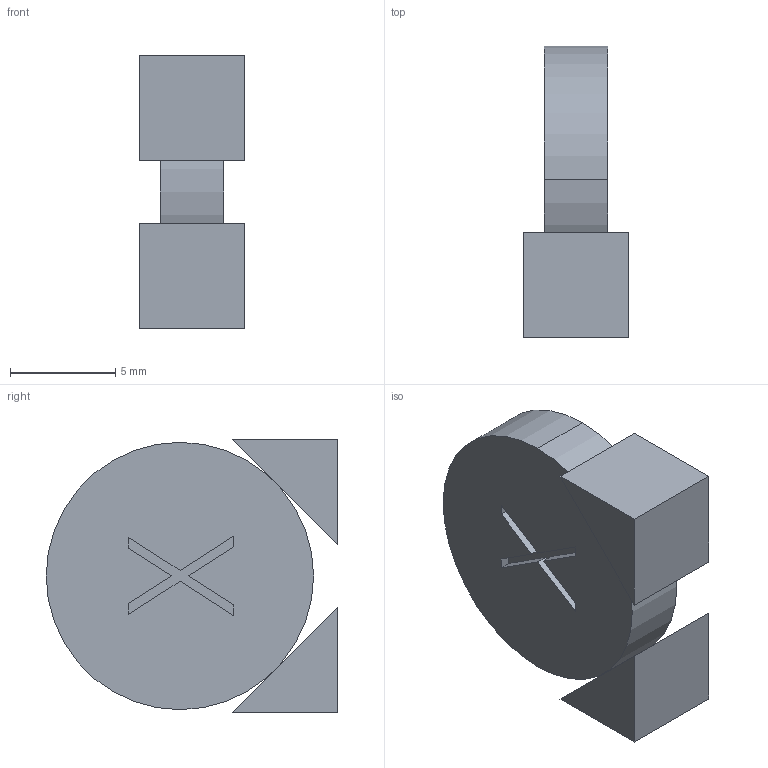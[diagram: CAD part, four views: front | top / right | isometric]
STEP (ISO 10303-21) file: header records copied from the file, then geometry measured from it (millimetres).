
FILE_DESCRIPTION (( 'STEP AP214' ), '1' );
FILE_NAME ('Mirror3mmPrismAssembly.STEP', '2024-09-10T13:16:33', ( '' ), ( '' ), 'SwSTEP 2.0', 'SolidWorks 2016', '' );
FILE_SCHEMA (( 'AUTOMOTIVE_DESIGN' ));
Length unit declared in the file: millimetre
Products named in the file (3): 5mmPrism; 12.7x3mmMirror_Mirror3mm; Mirror3mmPrismAssembly
Assembly tree (3 placements, depth 2):
  Mirror3mmPrismAssembly
    12.7x3mmMirror_Mirror3mm
    5mmPrism  x2
Bounding box: 5 x 13.85 x 12.96 mm (x, y, z)
Volume: 502.5 mm3; surface area: 605.7 mm2
Topology: 3 solids, 3 shells, 27 faces, 60 edges, 40 vertices
Faces by surface type: plane 25, cylinder 2
Entity records: 759 total; most frequent: CARTESIAN_POINT 113, DIRECTION 111, ORIENTED_EDGE 102, EDGE_CURVE 51, VECTOR 47, LINE 47, VERTEX_POINT 34, AXIS2_PLACEMENT_3D 32
